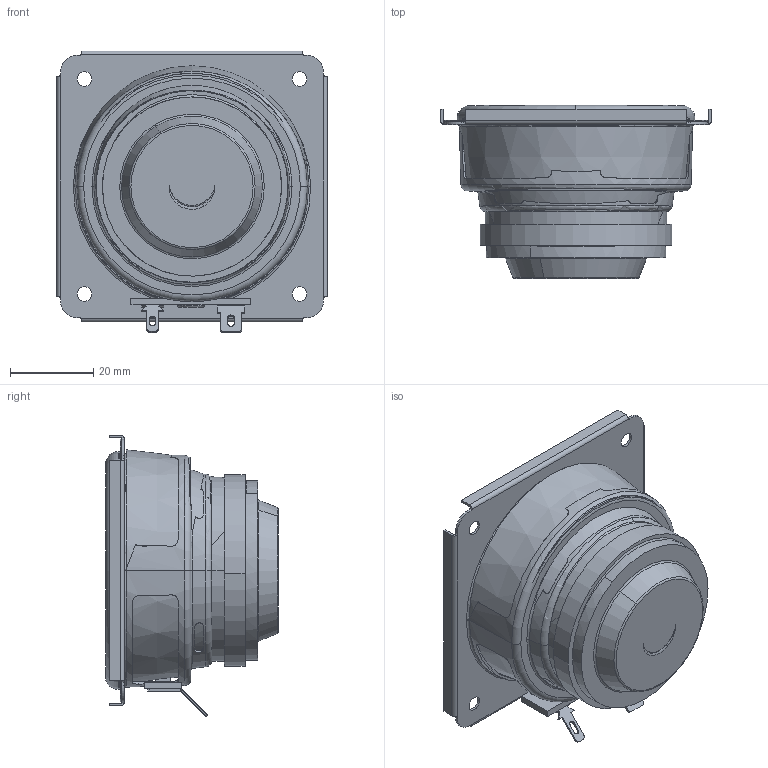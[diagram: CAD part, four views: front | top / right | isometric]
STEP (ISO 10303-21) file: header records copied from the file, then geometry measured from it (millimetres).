
FILE_DESCRIPTION (( 'STEP AP203' ), '1' );
FILE_NAME ('279发客户用.STEP', '2020-05-09T07:33:14', ( 'rfc' ), ( '' ), 'SwSTEP 2.0', 'SolidWorks 2020', '' );
FILE_SCHEMA (( 'CONFIG_CONTROL_DESIGN' ));
Length unit declared in the file: millimetre
Products named in the file (1): 279楷諦誧蚚
Bounding box: 65 x 41.5 x 67.63 mm (x, y, z)
Volume: 69541.1 mm3; surface area: 22082.6 mm2
Topology: 1 solids, 4 shells, 316 faces, 843 edges, 543 vertices
Faces by surface type: plane 137, cylinder 86, cone 51, torus 42
Entity records: 11525 total; most frequent: CARTESIAN_POINT 3673, ORIENTED_EDGE 1682, DIRECTION 1551, EDGE_CURVE 841, AXIS2_PLACEMENT_3D 580, VERTEX_POINT 543, LINE 391, VECTOR 391
